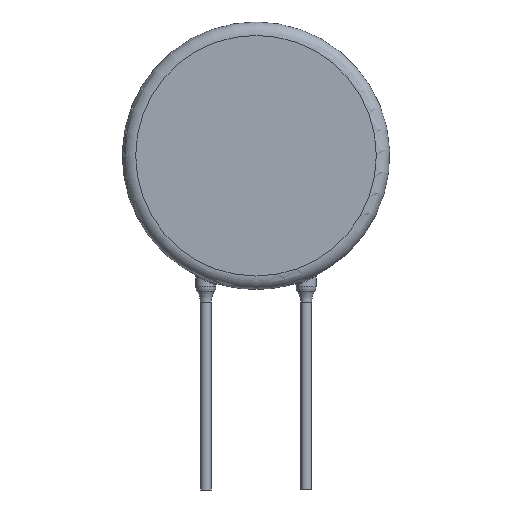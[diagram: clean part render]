
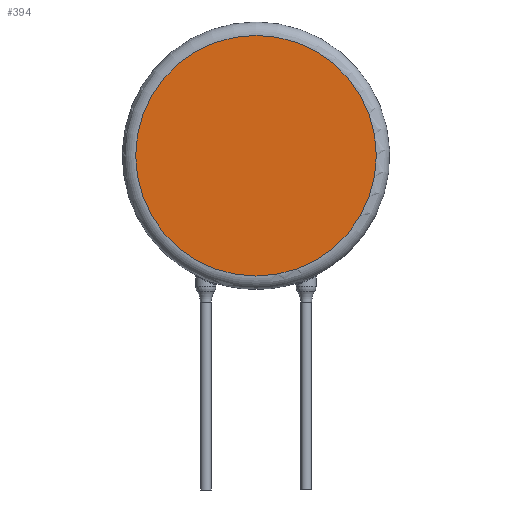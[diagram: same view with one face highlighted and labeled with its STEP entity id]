
A CAD part, front view. The second image highlights one B-rep face of the part: STEP entity #394.
In plain terms, the highlighted planar face has unit normal (0, -1, 0).
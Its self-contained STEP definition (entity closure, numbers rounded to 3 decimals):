
#15=PLANE('',#456);
#83=FACE_OUTER_BOUND('',#107,.T.);
#107=EDGE_LOOP('',(#343));
#137=CIRCLE('',#446,9.);
#175=VERTEX_POINT('',#899);
#224=EDGE_CURVE('',#175,#175,#137,.T.);
#343=ORIENTED_EDGE('',*,*,#224,.F.);
#394=ADVANCED_FACE('',(#83),#15,.F.);
#446=AXIS2_PLACEMENT_3D('',#901,#535,#536);
#456=AXIS2_PLACEMENT_3D('',#1124,#555,#556);
#535=DIRECTION('center_axis',(0.,1.,0.));
#536=DIRECTION('ref_axis',(1.,0.,0.));
#555=DIRECTION('center_axis',(0.,1.,0.));
#556=DIRECTION('ref_axis',(1.,0.,0.));
#899=CARTESIAN_POINT('',(0.,0.,16.));
#901=CARTESIAN_POINT('Origin',(0.,0.,25.));
#1124=CARTESIAN_POINT('Origin',(0.,0.,25.));
